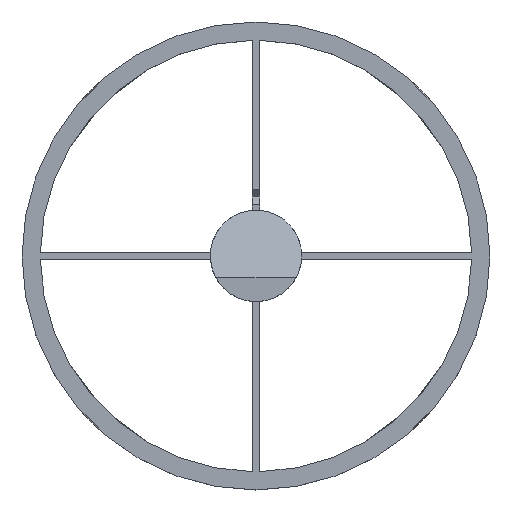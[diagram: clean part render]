
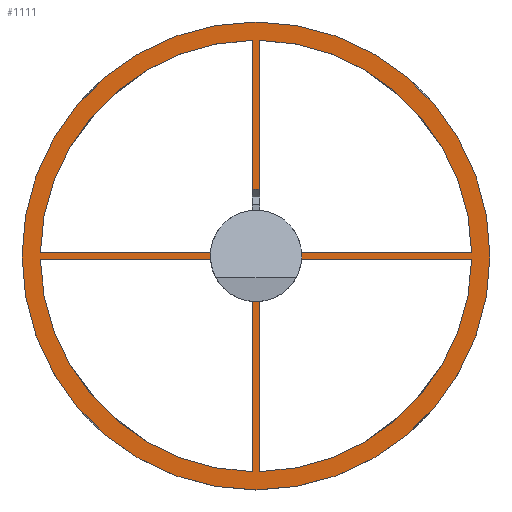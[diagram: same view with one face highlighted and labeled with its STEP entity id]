
A CAD part, top view. The second image highlights one B-rep face of the part: STEP entity #1111.
In plain terms, the highlighted planar face has unit normal (0, 0, 1).
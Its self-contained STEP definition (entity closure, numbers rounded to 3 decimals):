
#15=FACE_BOUND('',#170,.T.);
#32=PLANE('',#1195);
#80=ELLIPSE('',#1189,28.284,20.);
#107=FACE_OUTER_BOUND('',#169,.T.);
#169=EDGE_LOOP('',(#795));
#170=EDGE_LOOP('',(#796,#797,#798,#799,#800,#801,#802,#803,#804,#805,#806,
#807,#808,#809,#810,#811,#812));
#251=LINE('',#1814,#361);
#257=LINE('',#1828,#367);
#258=LINE('',#1832,#368);
#259=LINE('',#1838,#369);
#260=LINE('',#1842,#370);
#261=LINE('',#1846,#371);
#262=LINE('',#1850,#372);
#263=LINE('',#1854,#373);
#361=VECTOR('',#1337,10.);
#367=VECTOR('',#1347,10.);
#368=VECTOR('',#1350,10.);
#369=VECTOR('',#1355,10.);
#370=VECTOR('',#1358,10.);
#371=VECTOR('',#1361,10.);
#372=VECTOR('',#1364,10.);
#373=VECTOR('',#1367,10.);
#466=CIRCLE('',#1196,64.);
#467=CIRCLE('',#1197,59.);
#468=CIRCLE('',#1198,12.5);
#469=CIRCLE('',#1199,12.5);
#470=CIRCLE('',#1200,59.);
#471=CIRCLE('',#1201,12.5);
#472=CIRCLE('',#1202,59.);
#473=CIRCLE('',#1203,12.5);
#474=CIRCLE('',#1204,59.);
#503=VERTEX_POINT('',#1792);
#505=VERTEX_POINT('',#1796);
#511=VERTEX_POINT('',#1813);
#516=VERTEX_POINT('',#1825);
#517=VERTEX_POINT('',#1827);
#518=VERTEX_POINT('',#1829);
#519=VERTEX_POINT('',#1831);
#520=VERTEX_POINT('',#1833);
#521=VERTEX_POINT('',#1835);
#522=VERTEX_POINT('',#1837);
#523=VERTEX_POINT('',#1839);
#524=VERTEX_POINT('',#1841);
#525=VERTEX_POINT('',#1843);
#526=VERTEX_POINT('',#1845);
#527=VERTEX_POINT('',#1847);
#528=VERTEX_POINT('',#1849);
#529=VERTEX_POINT('',#1851);
#530=VERTEX_POINT('',#1853);
#609=EDGE_CURVE('',#503,#505,#80,.T.);
#616=EDGE_CURVE('',#511,#503,#251,.T.);
#622=EDGE_CURVE('',#516,#516,#466,.T.);
#623=EDGE_CURVE('',#505,#517,#257,.T.);
#624=EDGE_CURVE('',#517,#518,#467,.T.);
#625=EDGE_CURVE('',#518,#519,#258,.T.);
#626=EDGE_CURVE('',#520,#519,#468,.T.);
#627=EDGE_CURVE('',#521,#520,#469,.T.);
#628=EDGE_CURVE('',#521,#522,#259,.T.);
#629=EDGE_CURVE('',#522,#523,#470,.T.);
#630=EDGE_CURVE('',#523,#524,#260,.T.);
#631=EDGE_CURVE('',#525,#524,#471,.T.);
#632=EDGE_CURVE('',#525,#526,#261,.T.);
#633=EDGE_CURVE('',#526,#527,#472,.T.);
#634=EDGE_CURVE('',#527,#528,#262,.T.);
#635=EDGE_CURVE('',#529,#528,#473,.T.);
#636=EDGE_CURVE('',#529,#530,#263,.T.);
#637=EDGE_CURVE('',#530,#511,#474,.T.);
#795=ORIENTED_EDGE('',*,*,#622,.T.);
#796=ORIENTED_EDGE('',*,*,#609,.T.);
#797=ORIENTED_EDGE('',*,*,#623,.T.);
#798=ORIENTED_EDGE('',*,*,#624,.T.);
#799=ORIENTED_EDGE('',*,*,#625,.T.);
#800=ORIENTED_EDGE('',*,*,#626,.F.);
#801=ORIENTED_EDGE('',*,*,#627,.F.);
#802=ORIENTED_EDGE('',*,*,#628,.T.);
#803=ORIENTED_EDGE('',*,*,#629,.T.);
#804=ORIENTED_EDGE('',*,*,#630,.T.);
#805=ORIENTED_EDGE('',*,*,#631,.F.);
#806=ORIENTED_EDGE('',*,*,#632,.T.);
#807=ORIENTED_EDGE('',*,*,#633,.T.);
#808=ORIENTED_EDGE('',*,*,#634,.T.);
#809=ORIENTED_EDGE('',*,*,#635,.F.);
#810=ORIENTED_EDGE('',*,*,#636,.T.);
#811=ORIENTED_EDGE('',*,*,#637,.T.);
#812=ORIENTED_EDGE('',*,*,#616,.T.);
#1111=ADVANCED_FACE('',(#107,#15),#32,.T.);
#1189=AXIS2_PLACEMENT_3D('',#1798,#1321,#1322);
#1195=AXIS2_PLACEMENT_3D('',#1824,#1343,#1344);
#1196=AXIS2_PLACEMENT_3D('',#1826,#1345,#1346);
#1197=AXIS2_PLACEMENT_3D('',#1830,#1348,#1349);
#1198=AXIS2_PLACEMENT_3D('',#1834,#1351,#1352);
#1199=AXIS2_PLACEMENT_3D('',#1836,#1353,#1354);
#1200=AXIS2_PLACEMENT_3D('',#1840,#1356,#1357);
#1201=AXIS2_PLACEMENT_3D('',#1844,#1359,#1360);
#1202=AXIS2_PLACEMENT_3D('',#1848,#1362,#1363);
#1203=AXIS2_PLACEMENT_3D('',#1852,#1365,#1366);
#1204=AXIS2_PLACEMENT_3D('',#1855,#1368,#1369);
#1321=DIRECTION('center_axis',(0.,0.,-1.));
#1322=DIRECTION('ref_axis',(0.,-1.,0.));
#1337=DIRECTION('',(0.,-1.,0.));
#1343=DIRECTION('center_axis',(0.,0.,1.));
#1344=DIRECTION('ref_axis',(1.,0.,0.));
#1345=DIRECTION('center_axis',(0.,0.,1.));
#1346=DIRECTION('ref_axis',(1.,0.,0.));
#1347=DIRECTION('',(0.,1.,0.));
#1348=DIRECTION('center_axis',(0.,0.,-1.));
#1349=DIRECTION('ref_axis',(1.,0.,0.));
#1350=DIRECTION('',(-1.,0.,0.));
#1351=DIRECTION('center_axis',(0.,0.,1.));
#1352=DIRECTION('ref_axis',(-1.,0.,0.));
#1353=DIRECTION('center_axis',(0.,0.,1.));
#1354=DIRECTION('ref_axis',(-1.,0.,0.));
#1355=DIRECTION('',(1.,0.,0.));
#1356=DIRECTION('center_axis',(0.,0.,-1.));
#1357=DIRECTION('ref_axis',(1.,0.,0.));
#1358=DIRECTION('',(0.,1.,0.));
#1359=DIRECTION('center_axis',(0.,0.,1.));
#1360=DIRECTION('ref_axis',(-1.,0.,0.));
#1361=DIRECTION('',(0.,-1.,0.));
#1362=DIRECTION('center_axis',(0.,0.,-1.));
#1363=DIRECTION('ref_axis',(1.,0.,0.));
#1364=DIRECTION('',(1.,0.,0.));
#1365=DIRECTION('center_axis',(0.,0.,1.));
#1366=DIRECTION('ref_axis',(-1.,0.,0.));
#1367=DIRECTION('',(-1.,0.,0.));
#1368=DIRECTION('center_axis',(0.,0.,-1.));
#1369=DIRECTION('ref_axis',(1.,0.,0.));
#1792=CARTESIAN_POINT('',(-1.,18.223,8.));
#1796=CARTESIAN_POINT('',(1.,18.223,8.));
#1798=CARTESIAN_POINT('Origin',(0.,-10.026,8.));
#1813=CARTESIAN_POINT('',(-1.,58.992,8.));
#1814=CARTESIAN_POINT('',(-1.,63.5,8.));
#1824=CARTESIAN_POINT('Origin',(0.,0.,8.));
#1825=CARTESIAN_POINT('',(-64.,0.,8.));
#1826=CARTESIAN_POINT('Origin',(0.,0.,8.));
#1827=CARTESIAN_POINT('',(1.,58.992,8.));
#1828=CARTESIAN_POINT('',(1.,-63.5,8.));
#1829=CARTESIAN_POINT('',(58.992,1.,8.));
#1830=CARTESIAN_POINT('Origin',(0.,0.,8.));
#1831=CARTESIAN_POINT('',(12.46,1.,8.));
#1832=CARTESIAN_POINT('',(63.5,1.,8.));
#1833=CARTESIAN_POINT('',(12.5,0.,8.));
#1834=CARTESIAN_POINT('Origin',(0.,0.,8.));
#1835=CARTESIAN_POINT('',(12.46,-1.,8.));
#1836=CARTESIAN_POINT('Origin',(0.,0.,8.));
#1837=CARTESIAN_POINT('',(58.992,-1.,8.));
#1838=CARTESIAN_POINT('',(-63.5,-1.,8.));
#1839=CARTESIAN_POINT('',(1.,-58.992,8.));
#1840=CARTESIAN_POINT('Origin',(0.,0.,8.));
#1841=CARTESIAN_POINT('',(1.,-12.46,8.));
#1842=CARTESIAN_POINT('',(1.,-63.5,8.));
#1843=CARTESIAN_POINT('',(-1.,-12.46,8.));
#1844=CARTESIAN_POINT('Origin',(0.,0.,8.));
#1845=CARTESIAN_POINT('',(-1.,-58.992,8.));
#1846=CARTESIAN_POINT('',(-1.,63.5,8.));
#1847=CARTESIAN_POINT('',(-58.992,-1.,8.));
#1848=CARTESIAN_POINT('Origin',(0.,0.,8.));
#1849=CARTESIAN_POINT('',(-12.46,-1.,8.));
#1850=CARTESIAN_POINT('',(-63.5,-1.,8.));
#1851=CARTESIAN_POINT('',(-12.46,1.,8.));
#1852=CARTESIAN_POINT('Origin',(0.,0.,8.));
#1853=CARTESIAN_POINT('',(-58.992,1.,8.));
#1854=CARTESIAN_POINT('',(63.5,1.,8.));
#1855=CARTESIAN_POINT('Origin',(0.,0.,8.));
